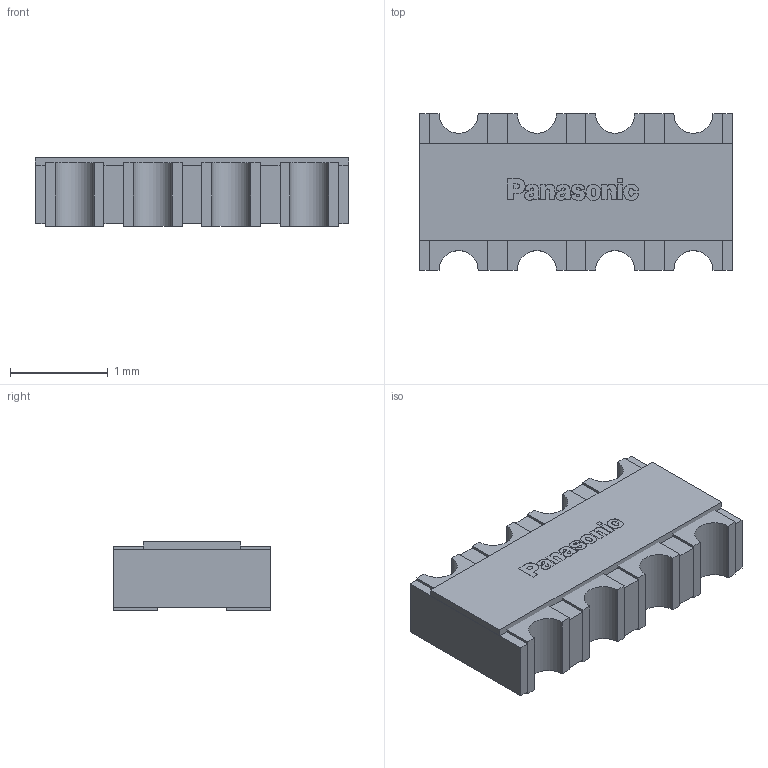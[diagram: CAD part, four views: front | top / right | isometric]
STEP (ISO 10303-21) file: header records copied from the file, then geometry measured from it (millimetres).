
FILE_DESCRIPTION (( 'STEP AP214' ), '1' );
FILE_NAME ('EXB-V8V331JV.STEP', '2022-10-27T01:57:12', ( '' ), ( '' ), 'SwSTEP 2.0', 'SolidWorks 2022', '' );
FILE_SCHEMA (( 'AUTOMOTIVE_DESIGN' ));
Length unit declared in the file: millimetre
Products named in the file (3): EXB-V8V331JV; Panasonic_Logo_5mm
Assembly tree (2 placements, depth 2):
  EXB-V8V331JV
    EXB-V8V331JV
    Panasonic_Logo_5mm
Bounding box: 3.2 x 1.6 x 0.7 mm (x, y, z)
Volume: 3.1 mm3; surface area: 38.8 mm2
Topology: 20 solids, 20 shells, 244 faces, 612 edges, 408 vertices
Faces by surface type: plane 147, bspline 89, cylinder 8
Entity records: 8128 total; most frequent: CARTESIAN_POINT 2426, ORIENTED_EDGE 1224, DIRECTION 770, EDGE_CURVE 612, LINE 418, VECTOR 418, VERTEX_POINT 408, EDGE_LOOP 252
